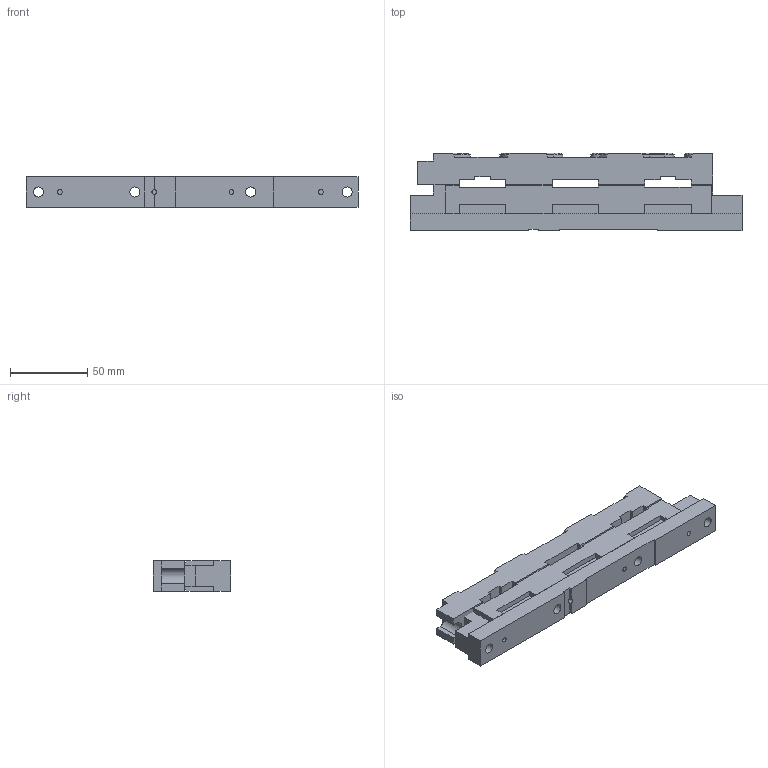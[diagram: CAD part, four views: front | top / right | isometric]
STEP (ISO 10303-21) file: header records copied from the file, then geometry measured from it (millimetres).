
FILE_DESCRIPTION((''),'2;1');
FILE_NAME('01500000.stp','2007-12-22T20:44:27',('Hubert Lenker'),(''),'Autodesk Inventor 10','Autodesk Inventor 10','');
FILE_SCHEMA(('AUTOMOTIVE_DESIGN { 1 0 10303 214 1 1 1 1 }'));
Length unit declared in the file: millimetre
Products named in the file (5): 01500000; 79702000; 79675000; 79699000; 80147000
Assembly tree (7 placements, depth 2):
  01500000
    79702000
    79675000
    79699000
    80147000  x4
Bounding box: 215 x 50 x 20 mm (x, y, z)
Volume: 161820.2 mm3; surface area: 66482.9 mm2
Topology: 7 solids, 7 shells, 371 faces, 1011 edges, 670 vertices
Faces by surface type: plane 264, bspline 47, cylinder 42, cone 18
Full cylindrical faces by diameter (mm): 5 x4, 6 x4, 10 x4
Entity records: 10092 total; most frequent: CARTESIAN_POINT 2335, ORIENTED_EDGE 1604, DIRECTION 1469, EDGE_CURVE 802, VECTOR 647, LINE 647, VERTEX_POINT 551, AXIS2_PLACEMENT_3D 411
